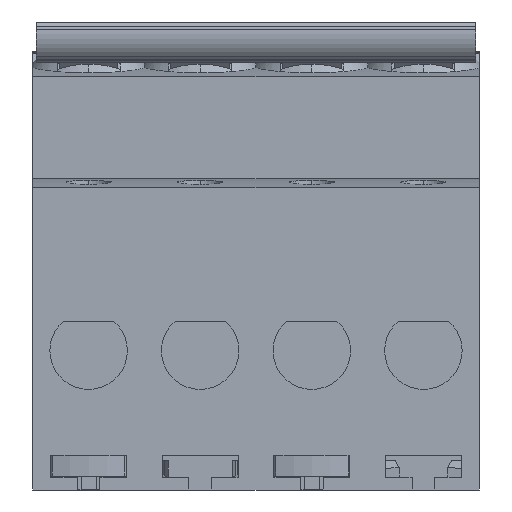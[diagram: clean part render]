
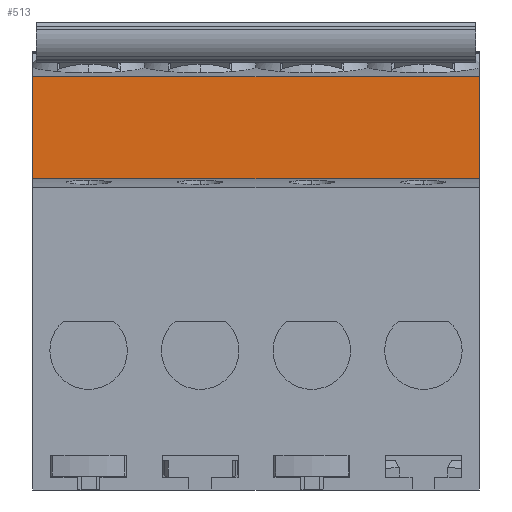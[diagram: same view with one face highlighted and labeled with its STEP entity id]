
A CAD part, front view. The second image highlights one B-rep face of the part: STEP entity #513.
In plain terms, the highlighted planar face has unit normal (0, -1, 0).
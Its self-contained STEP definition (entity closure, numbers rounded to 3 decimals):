
#513=ADVANCED_FACE('',(#1747),#1748,.T.);
#1747=FACE_OUTER_BOUND('',#3742,.T.);
#1748=PLANE('',#3743);
#3742=EDGE_LOOP('',(#6886,#6887,#6888,#6889));
#3743=AXIS2_PLACEMENT_3D('',#6890,#6891,#6892);
#6886=ORIENTED_EDGE('',*,*,#13303,.T.);
#6887=ORIENTED_EDGE('',*,*,#13753,.T.);
#6888=ORIENTED_EDGE('',*,*,#13433,.F.);
#6889=ORIENTED_EDGE('',*,*,#13416,.T.);
#6890=CARTESIAN_POINT('',(0.5,20.901,-5.936));
#6891=DIRECTION('',(0.0,-1.0,0.0));
#6892=DIRECTION('',(0.0,0.0,-1.0));
#13303=EDGE_CURVE('',#15976,#15974,#15977,.T.);
#13416=EDGE_CURVE('',#16166,#15976,#16167,.T.);
#13433=EDGE_CURVE('',#16166,#16194,#16195,.T.);
#13753=EDGE_CURVE('',#15974,#16194,#16727,.T.);
#15974=VERTEX_POINT('',#20385);
#15976=VERTEX_POINT('',#20388);
#15977=LINE('',#20389,#20390);
#16166=VERTEX_POINT('',#20624);
#16167=LINE('',#20625,#20626);
#16194=VERTEX_POINT('',#20727);
#16195=LINE('',#20728,#20729);
#16727=LINE('',#21655,#21656);
#20385=CARTESIAN_POINT('',(0.5,20.901,-22.065));
#20388=CARTESIAN_POINT('',(0.5,20.901,-5.931));
#20389=CARTESIAN_POINT('',(0.5,20.901,-5.931));
#20390=VECTOR('',#27022,16.135);
#20624=CARTESIAN_POINT('',(71.3,20.901,-5.931));
#20625=CARTESIAN_POINT('',(71.3,20.901,-5.931));
#20626=VECTOR('',#27288,70.8);
#20727=CARTESIAN_POINT('',(71.3,20.901,-22.065));
#20728=CARTESIAN_POINT('',(71.3,20.901,-5.931));
#20729=VECTOR('',#27306,16.135);
#21655=CARTESIAN_POINT('',(0.5,20.901,-22.065));
#21656=VECTOR('',#27972,70.8);
#27022=DIRECTION('',(0.0,0.0,-1.0));
#27288=DIRECTION('',(-1.0,0.0,0.0));
#27306=DIRECTION('',(0.0,0.0,-1.0));
#27972=DIRECTION('',(1.0,0.0,0.0));
